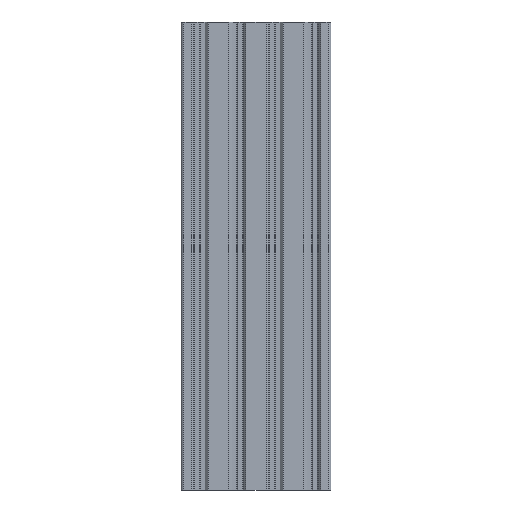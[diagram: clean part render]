
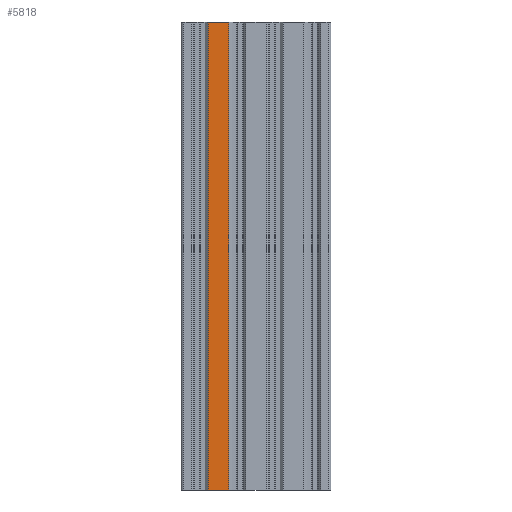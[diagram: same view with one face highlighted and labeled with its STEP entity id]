
A CAD part, left-side view. The second image highlights one B-rep face of the part: STEP entity #5818.
In plain terms, the highlighted planar face has unit normal (-1, 0, 0).
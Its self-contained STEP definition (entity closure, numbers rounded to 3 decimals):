
#130=FACE_OUTER_BOUND('',#418,.T.);
#418=EDGE_LOOP('',(#3997,#3998,#3999,#4000));
#837=LINE('',#8179,#1671);
#839=LINE('',#8183,#1673);
#840=LINE('',#8185,#1674);
#841=LINE('',#8186,#1675);
#1671=VECTOR('',#6665,250.);
#1673=VECTOR('',#6669,10.84);
#1674=VECTOR('',#6670,250.);
#1675=VECTOR('',#6671,10.84);
#2453=VERTEX_POINT('',#8176);
#2454=VERTEX_POINT('',#8178);
#2455=VERTEX_POINT('',#8182);
#2456=VERTEX_POINT('',#8184);
#3081=EDGE_CURVE('',#2454,#2453,#837,.T.);
#3083=EDGE_CURVE('',#2455,#2453,#839,.T.);
#3084=EDGE_CURVE('',#2456,#2455,#840,.T.);
#3085=EDGE_CURVE('',#2456,#2454,#841,.T.);
#3997=ORIENTED_EDGE('',*,*,#3083,.F.);
#3998=ORIENTED_EDGE('',*,*,#3084,.F.);
#3999=ORIENTED_EDGE('',*,*,#3085,.T.);
#4000=ORIENTED_EDGE('',*,*,#3081,.T.);
#5540=PLANE('',#6124);
#5818=ADVANCED_FACE('',(#130),#5540,.T.);
#6124=AXIS2_PLACEMENT_3D('',#8181,#6667,#6668);
#6665=DIRECTION('',(0.,0.,-1.));
#6667=DIRECTION('center_axis',(-1.,0.,0.));
#6668=DIRECTION('ref_axis',(0.,0.,1.));
#6669=DIRECTION('',(0.,1.,0.));
#6670=DIRECTION('',(0.,0.,-1.));
#6671=DIRECTION('',(0.,1.,0.));
#8176=CARTESIAN_POINT('',(-20.,25.42,0.));
#8178=CARTESIAN_POINT('',(-20.,25.42,250.));
#8179=CARTESIAN_POINT('',(-20.,25.42,250.));
#8181=CARTESIAN_POINT('Origin',(-20.,0.,250.));
#8182=CARTESIAN_POINT('',(-20.,14.58,0.));
#8183=CARTESIAN_POINT('',(-20.,14.58,0.));
#8184=CARTESIAN_POINT('',(-20.,14.58,250.));
#8185=CARTESIAN_POINT('',(-20.,14.58,250.));
#8186=CARTESIAN_POINT('',(-20.,14.58,250.));
